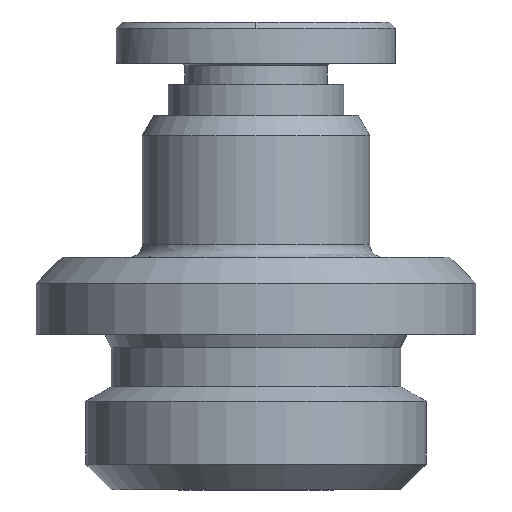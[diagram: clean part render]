
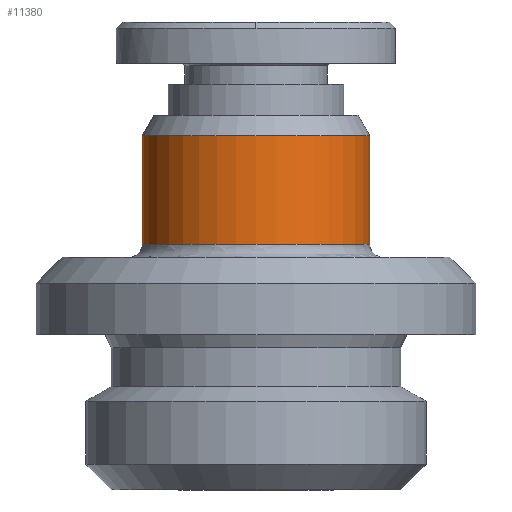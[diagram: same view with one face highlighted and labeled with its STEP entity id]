
A CAD part, left-side view. The second image highlights one B-rep face of the part: STEP entity #11380.
In plain terms, the highlighted cylindrical face has radius 4.4 mm (diameter 8.8 mm), a partial arc.
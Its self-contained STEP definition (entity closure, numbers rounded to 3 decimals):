
#559 = ORIENTED_EDGE ( 'NONE', *, *, #14379, .T. ) ;
#853 = DIRECTION ( 'NONE',  ( 0., 0., -1. ) ) ;
#1484 = VECTOR ( 'NONE', #15932, 1000. ) ;
#2224 = VERTEX_POINT ( 'NONE', #4536 ) ;
#2346 = CARTESIAN_POINT ( 'NONE',  ( 22.995, 4.4, 11.204 ) ) ;
#2467 = ORIENTED_EDGE ( 'NONE', *, *, #15795, .T. ) ;
#4536 = CARTESIAN_POINT ( 'NONE',  ( 22.995, -4.4, 11.204 ) ) ;
#5907 = CARTESIAN_POINT ( 'NONE',  ( 22.995, -4.4, 7.004 ) ) ;
#6245 = CARTESIAN_POINT ( 'NONE',  ( 22.995, 4.4, 7.004 ) ) ;
#7334 = DIRECTION ( 'NONE',  ( 0., 1., 0. ) ) ;
#8426 = FACE_OUTER_BOUND ( 'NONE', #9217, .T. ) ;
#8707 = EDGE_CURVE ( 'NONE', #14971, #13794, #9199, .T. ) ;
#8869 = ORIENTED_EDGE ( 'NONE', *, *, #9271, .F. ) ;
#9199 = LINE ( 'NONE', #17414, #11078 ) ;
#9217 = EDGE_LOOP ( 'NONE', ( #8869, #2467, #559, #11390 ) ) ;
#9271 = EDGE_CURVE ( 'NONE', #17560, #14971, #13091, .T. ) ;
#9329 = CYLINDRICAL_SURFACE ( 'NONE', #14585, 4.4 ) ;
#10023 = AXIS2_PLACEMENT_3D ( 'NONE', #15327, #18306, #12432 ) ;
#11078 = VECTOR ( 'NONE', #17169, 1000. ) ;
#11166 = DIRECTION ( 'NONE',  ( 0., 1., 0. ) ) ;
#11380 = ADVANCED_FACE ( 'NONE', ( #8426 ), #9329, .T. ) ;
#11390 = ORIENTED_EDGE ( 'NONE', *, *, #8707, .F. ) ;
#12120 = CIRCLE ( 'NONE', #14912, 4.4 ) ;
#12432 = DIRECTION ( 'NONE',  ( 0., -1., 0. ) ) ;
#13091 = CIRCLE ( 'NONE', #10023, 4.4 ) ;
#13192 = CARTESIAN_POINT ( 'NONE',  ( 22.995, 0., 8.854 ) ) ;
#13794 = VERTEX_POINT ( 'NONE', #2346 ) ;
#14379 = EDGE_CURVE ( 'NONE', #2224, #13794, #12120, .T. ) ;
#14535 = DIRECTION ( 'NONE',  ( 0., 0., 1. ) ) ;
#14585 = AXIS2_PLACEMENT_3D ( 'NONE', #13192, #14535, #7334 ) ;
#14912 = AXIS2_PLACEMENT_3D ( 'NONE', #15779, #853, #11166 ) ;
#14971 = VERTEX_POINT ( 'NONE', #6245 ) ;
#15327 = CARTESIAN_POINT ( 'NONE',  ( 22.995, 0., 7.004 ) ) ;
#15739 = LINE ( 'NONE', #17293, #1484 ) ;
#15779 = CARTESIAN_POINT ( 'NONE',  ( 22.995, 0., 11.204 ) ) ;
#15795 = EDGE_CURVE ( 'NONE', #17560, #2224, #15739, .T. ) ;
#15932 = DIRECTION ( 'NONE',  ( 0., 0., 1. ) ) ;
#17169 = DIRECTION ( 'NONE',  ( 0., 0., 1. ) ) ;
#17293 = CARTESIAN_POINT ( 'NONE',  ( 22.995, -4.4, 8.854 ) ) ;
#17414 = CARTESIAN_POINT ( 'NONE',  ( 22.995, 4.4, 8.854 ) ) ;
#17560 = VERTEX_POINT ( 'NONE', #5907 ) ;
#18306 = DIRECTION ( 'NONE',  ( 0., 0., -1. ) ) ;
